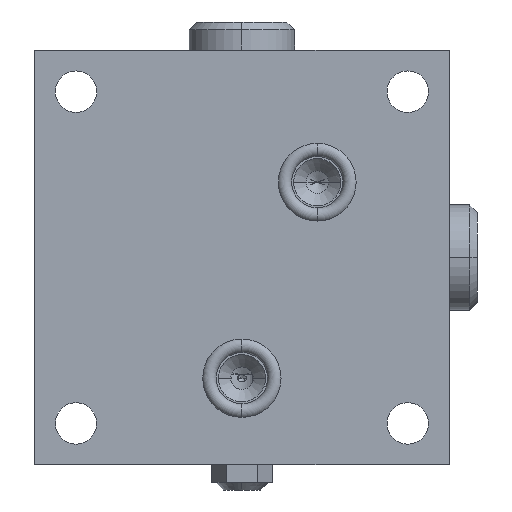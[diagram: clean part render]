
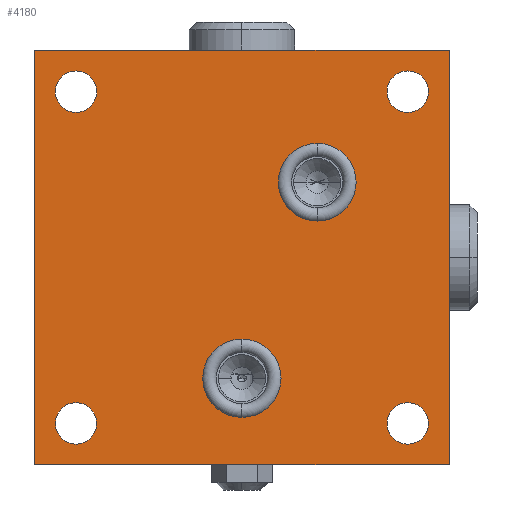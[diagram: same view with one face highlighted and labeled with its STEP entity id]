
A CAD part, front view. The second image highlights one B-rep face of the part: STEP entity #4180.
In plain terms, the highlighted planar face has unit normal (0, -1, 0).
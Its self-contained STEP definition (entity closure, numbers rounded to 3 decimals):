
#571=DIRECTION('',(1.,0.,0.));
#572=VECTOR('',#571,55.);
#573=CARTESIAN_POINT('',(-27.5,-19.75,27.5));
#574=LINE('',#573,#572);
#578=DIRECTION('',(0.,0.,-1.));
#579=VECTOR('',#578,55.);
#580=CARTESIAN_POINT('',(27.5,-19.75,27.5));
#581=LINE('',#580,#579);
#585=DIRECTION('',(-1.,0.,0.));
#586=VECTOR('',#585,55.);
#587=CARTESIAN_POINT('',(27.5,-19.75,-27.5));
#588=LINE('',#587,#586);
#592=DIRECTION('',(0.,0.,1.));
#593=VECTOR('',#592,55.);
#594=CARTESIAN_POINT('',(-27.5,-19.75,-27.5));
#595=LINE('',#594,#593);
#599=CARTESIAN_POINT('',(-22.,-19.75,-22.));
#600=DIRECTION('',(0.,1.,0.));
#601=DIRECTION('',(0.,0.,-1.));
#602=AXIS2_PLACEMENT_3D('',#599,#600,#601);
#607=CARTESIAN_POINT('',(-22.,-19.75,-22.));
#608=DIRECTION('',(0.,1.,0.));
#609=DIRECTION('',(0.,0.,1.));
#610=AXIS2_PLACEMENT_3D('',#607,#608,#609);
#615=CARTESIAN_POINT('',(22.,-19.75,-22.));
#616=DIRECTION('',(0.,1.,0.));
#617=DIRECTION('',(0.,0.,-1.));
#618=AXIS2_PLACEMENT_3D('',#615,#616,#617);
#623=CARTESIAN_POINT('',(22.,-19.75,-22.));
#624=DIRECTION('',(0.,1.,0.));
#625=DIRECTION('',(0.,0.,1.));
#626=AXIS2_PLACEMENT_3D('',#623,#624,#625);
#631=CARTESIAN_POINT('',(22.,-19.75,22.));
#632=DIRECTION('',(0.,1.,0.));
#633=DIRECTION('',(0.,0.,-1.));
#634=AXIS2_PLACEMENT_3D('',#631,#632,#633);
#639=CARTESIAN_POINT('',(22.,-19.75,22.));
#640=DIRECTION('',(0.,1.,0.));
#641=DIRECTION('',(0.,0.,1.));
#642=AXIS2_PLACEMENT_3D('',#639,#640,#641);
#647=CARTESIAN_POINT('',(-22.,-19.75,22.));
#648=DIRECTION('',(0.,1.,0.));
#649=DIRECTION('',(0.,0.,-1.));
#650=AXIS2_PLACEMENT_3D('',#647,#648,#649);
#655=CARTESIAN_POINT('',(-22.,-19.75,22.));
#656=DIRECTION('',(0.,1.,0.));
#657=DIRECTION('',(0.,0.,1.));
#658=AXIS2_PLACEMENT_3D('',#655,#656,#657);
#663=CARTESIAN_POINT('',(0.,-19.75,-16.));
#664=DIRECTION('',(0.,-1.,0.));
#665=DIRECTION('',(-1.,0.,0.));
#666=AXIS2_PLACEMENT_3D('',#663,#664,#665);
#671=CARTESIAN_POINT('',(0.,-19.75,-16.));
#672=DIRECTION('',(0.,-1.,0.));
#673=DIRECTION('',(1.,0.,0.));
#674=AXIS2_PLACEMENT_3D('',#671,#672,#673);
#679=CARTESIAN_POINT('',(10.,-19.75,10.));
#680=DIRECTION('',(0.,1.,0.));
#681=DIRECTION('',(0.,0.,1.));
#682=AXIS2_PLACEMENT_3D('',#679,#680,#681);
#687=CARTESIAN_POINT('',(10.,-19.75,10.));
#688=DIRECTION('',(0.,1.,0.));
#689=DIRECTION('',(0.,0.,-1.));
#690=AXIS2_PLACEMENT_3D('',#687,#688,#689);
#3423=CARTESIAN_POINT('',(-27.5,-19.75,27.5));
#3424=CARTESIAN_POINT('',(27.5,-19.75,27.5));
#3425=VERTEX_POINT('',#3423);
#3426=VERTEX_POINT('',#3424);
#3427=CARTESIAN_POINT('',(27.5,-19.75,-27.5));
#3428=VERTEX_POINT('',#3427);
#3429=CARTESIAN_POINT('',(-27.5,-19.75,-27.5));
#3430=VERTEX_POINT('',#3429);
#3471=CARTESIAN_POINT('',(-22.,-19.75,-24.75));
#3472=CARTESIAN_POINT('',(-22.,-19.75,-19.25));
#3473=VERTEX_POINT('',#3471);
#3474=VERTEX_POINT('',#3472);
#3475=CARTESIAN_POINT('',(22.,-19.75,-24.75));
#3476=CARTESIAN_POINT('',(22.,-19.75,-19.25));
#3477=VERTEX_POINT('',#3475);
#3478=VERTEX_POINT('',#3476);
#3479=CARTESIAN_POINT('',(22.,-19.75,19.25));
#3480=CARTESIAN_POINT('',(22.,-19.75,24.75));
#3481=VERTEX_POINT('',#3479);
#3482=VERTEX_POINT('',#3480);
#3483=CARTESIAN_POINT('',(-22.,-19.75,19.25));
#3484=CARTESIAN_POINT('',(-22.,-19.75,24.75));
#3485=VERTEX_POINT('',#3483);
#3486=VERTEX_POINT('',#3484);
#3547=CARTESIAN_POINT('',(-5.195,-19.75,-16.));
#3548=CARTESIAN_POINT('',(5.195,-19.75,-16.));
#3549=VERTEX_POINT('',#3547);
#3550=VERTEX_POINT('',#3548);
#3673=CARTESIAN_POINT('',(10.,-19.75,4.842));
#3674=VERTEX_POINT('',#3673);
#3675=CARTESIAN_POINT('',(10.,-19.75,15.158));
#3676=VERTEX_POINT('',#3675);
#4131=CARTESIAN_POINT('',(0.,-19.75,0.));
#4132=DIRECTION('',(0.,1.,0.));
#4133=DIRECTION('',(0.,0.,-1.));
#4134=AXIS2_PLACEMENT_3D('',#4131,#4132,#4133);
#4135=PLANE('',#4134);
#4137=ORIENTED_EDGE('',*,*,#4136,.T.);
#4139=ORIENTED_EDGE('',*,*,#4138,.T.);
#4141=ORIENTED_EDGE('',*,*,#4140,.T.);
#4143=ORIENTED_EDGE('',*,*,#4142,.T.);
#4144=EDGE_LOOP('',(#4137,#4139,#4141,#4143));
#4145=FACE_OUTER_BOUND('',#4144,.F.);
#4147=ORIENTED_EDGE('',*,*,#4146,.F.);
#4149=ORIENTED_EDGE('',*,*,#4148,.F.);
#4150=EDGE_LOOP('',(#4147,#4149));
#4151=FACE_BOUND('',#4150,.F.);
#4153=ORIENTED_EDGE('',*,*,#4152,.F.);
#4155=ORIENTED_EDGE('',*,*,#4154,.F.);
#4156=EDGE_LOOP('',(#4153,#4155));
#4157=FACE_BOUND('',#4156,.F.);
#4159=ORIENTED_EDGE('',*,*,#4158,.F.);
#4161=ORIENTED_EDGE('',*,*,#4160,.F.);
#4162=EDGE_LOOP('',(#4159,#4161));
#4163=FACE_BOUND('',#4162,.F.);
#4165=ORIENTED_EDGE('',*,*,#4164,.F.);
#4167=ORIENTED_EDGE('',*,*,#4166,.F.);
#4168=EDGE_LOOP('',(#4165,#4167));
#4169=FACE_BOUND('',#4168,.F.);
#4170=ORIENTED_EDGE('',*,*,#3827,.T.);
#4171=ORIENTED_EDGE('',*,*,#3762,.T.);
#4172=EDGE_LOOP('',(#4170,#4171));
#4173=FACE_BOUND('',#4172,.F.);
#4175=ORIENTED_EDGE('',*,*,#4174,.F.);
#4177=ORIENTED_EDGE('',*,*,#4176,.F.);
#4178=EDGE_LOOP('',(#4175,#4177));
#4179=FACE_BOUND('',#4178,.F.);
#603=CIRCLE('',#602,2.75);
#611=CIRCLE('',#610,2.75);
#619=CIRCLE('',#618,2.75);
#627=CIRCLE('',#626,2.75);
#635=CIRCLE('',#634,2.75);
#643=CIRCLE('',#642,2.75);
#651=CIRCLE('',#650,2.75);
#659=CIRCLE('',#658,2.75);
#667=CIRCLE('',#666,5.195);
#675=CIRCLE('',#674,5.195);
#683=CIRCLE('',#682,5.158);
#691=CIRCLE('',#690,5.158);
#3762=EDGE_CURVE('',#3550,#3549,#675,.T.);
#3827=EDGE_CURVE('',#3549,#3550,#667,.T.);
#4136=EDGE_CURVE('',#3425,#3426,#574,.T.);
#4138=EDGE_CURVE('',#3426,#3428,#581,.T.);
#4140=EDGE_CURVE('',#3428,#3430,#588,.T.);
#4142=EDGE_CURVE('',#3430,#3425,#595,.T.);
#4146=EDGE_CURVE('',#3473,#3474,#603,.T.);
#4148=EDGE_CURVE('',#3474,#3473,#611,.T.);
#4152=EDGE_CURVE('',#3477,#3478,#619,.T.);
#4154=EDGE_CURVE('',#3478,#3477,#627,.T.);
#4158=EDGE_CURVE('',#3481,#3482,#635,.T.);
#4160=EDGE_CURVE('',#3482,#3481,#643,.T.);
#4164=EDGE_CURVE('',#3485,#3486,#651,.T.);
#4166=EDGE_CURVE('',#3486,#3485,#659,.T.);
#4174=EDGE_CURVE('',#3676,#3674,#683,.T.);
#4176=EDGE_CURVE('',#3674,#3676,#691,.T.);
#4180=ADVANCED_FACE('',(#4145,#4151,#4157,#4163,#4169,#4173,#4179),#4135,.F.);
